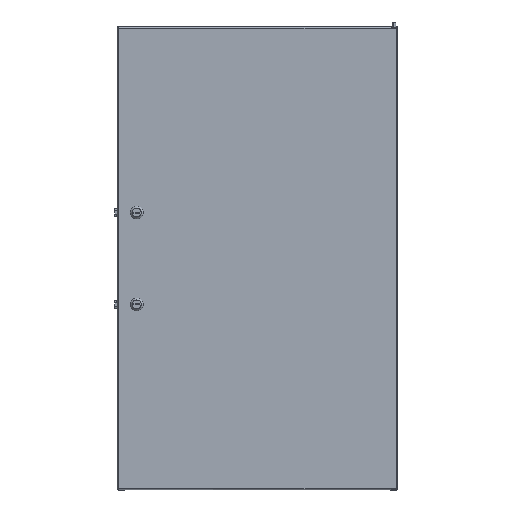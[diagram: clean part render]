
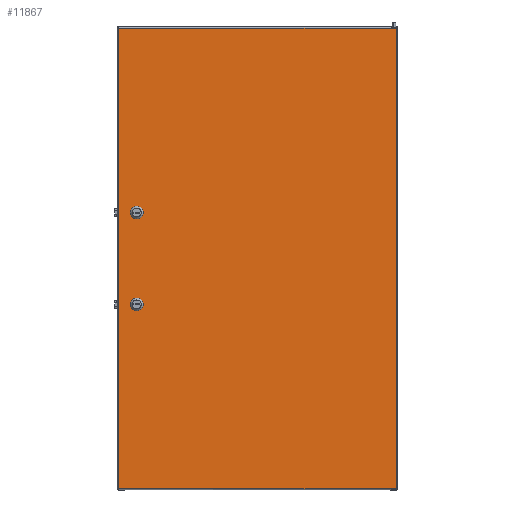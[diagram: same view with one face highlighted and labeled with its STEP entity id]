
A CAD part, top view. The second image highlights one B-rep face of the part: STEP entity #11867.
In plain terms, the highlighted planar face has unit normal (0, 0, 1).
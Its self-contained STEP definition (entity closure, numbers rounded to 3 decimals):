
#578 = DIRECTION ( 'NONE',  ( 1., 0., 0. ) ) ;
#630 = VECTOR ( 'NONE', #2116, 1000. ) ;
#657 = DIRECTION ( 'NONE',  ( 0., 0., -1. ) ) ;
#917 = CARTESIAN_POINT ( 'NONE',  ( -2.407, -1.056, 9.598 ) ) ;
#1070 = EDGE_CURVE ( 'NONE', #5628, #8292, #11409, .T. ) ;
#1153 = FACE_BOUND ( 'NONE', #4847, .T. ) ;
#1704 = AXIS2_PLACEMENT_3D ( 'NONE', #917, #3352, #15326 ) ;
#1801 = EDGE_CURVE ( 'NONE', #12877, #4665, #12017, .T. ) ;
#1853 = DIRECTION ( 'NONE',  ( 1., 0., 0. ) ) ;
#1932 = CARTESIAN_POINT ( 'NONE',  ( -228.407, -89.18, 9.598 ) ) ;
#1952 = CARTESIAN_POINT ( 'NONE',  ( -228.407, -89.18, 9.598 ) ) ;
#1955 = ORIENTED_EDGE ( 'NONE', *, *, #8957, .T. ) ;
#2116 = DIRECTION ( 'NONE',  ( 0., 1., 0. ) ) ;
#2286 = AXIS2_PLACEMENT_3D ( 'NONE', #9041, #657, #578 ) ;
#2293 = CARTESIAN_POINT ( 'NONE',  ( -212.407, -78.933, 9.598 ) ) ;
#2308 = CARTESIAN_POINT ( 'NONE',  ( -212.407, 87.067, 9.598 ) ) ;
#2533 = VERTEX_POINT ( 'NONE', #15197 ) ;
#2670 = CARTESIAN_POINT ( 'NONE',  ( -253.407, -417.556, 9.598 ) ) ;
#3011 = DIRECTION ( 'NONE',  ( 0., -1., 0. ) ) ;
#3164 = CARTESIAN_POINT ( 'NONE',  ( -228.407, -78.933, 9.598 ) ) ;
#3252 = LINE ( 'NONE', #2308, #3997 ) ;
#3352 = DIRECTION ( 'NONE',  ( 0., 0., 1. ) ) ;
#3415 = ORIENTED_EDGE ( 'NONE', *, *, #1801, .F. ) ;
#3680 = ORIENTED_EDGE ( 'NONE', *, *, #6772, .T. ) ;
#3997 = VECTOR ( 'NONE', #11864, 1000. ) ;
#4233 = VERTEX_POINT ( 'NONE', #1952 ) ;
#4289 = DIRECTION ( 'NONE',  ( 1., 0., 0. ) ) ;
#4606 = VERTEX_POINT ( 'NONE', #13834 ) ;
#4621 = EDGE_CURVE ( 'NONE', #2533, #12877, #9075, .T. ) ;
#4665 = VERTEX_POINT ( 'NONE', #8507 ) ;
#4847 = EDGE_LOOP ( 'NONE', ( #13774, #14297, #11296, #8439 ) ) ;
#4856 = DIRECTION ( 'NONE',  ( 0., 0., -1. ) ) ;
#4868 = VERTEX_POINT ( 'NONE', #7723 ) ;
#5084 = DIRECTION ( 'NONE',  ( 1., 0., 0. ) ) ;
#5327 = AXIS2_PLACEMENT_3D ( 'NONE', #5468, #15015, #4289 ) ;
#5468 = CARTESIAN_POINT ( 'NONE',  ( -220.407, 81.944, 9.598 ) ) ;
#5523 = CARTESIAN_POINT ( 'NONE',  ( -253.407, 416.232, 9.598 ) ) ;
#5628 = VERTEX_POINT ( 'NONE', #2670 ) ;
#5634 = FACE_OUTER_BOUND ( 'NONE', #13367, .T. ) ;
#5863 = PLANE ( 'NONE',  #1704 ) ;
#5990 = VECTOR ( 'NONE', #7326, 1000. ) ;
#6038 = DIRECTION ( 'NONE',  ( 1., 0., 0. ) ) ;
#6191 = EDGE_CURVE ( 'NONE', #4233, #10048, #15087, .T. ) ;
#6319 = EDGE_CURVE ( 'NONE', #15358, #14775, #11541, .T. ) ;
#6510 = ORIENTED_EDGE ( 'NONE', *, *, #9029, .T. ) ;
#6772 = EDGE_CURVE ( 'NONE', #8292, #4868, #11673, .T. ) ;
#6872 = DIRECTION ( 'NONE',  ( 0., 1., 0. ) ) ;
#6948 = CARTESIAN_POINT ( 'NONE',  ( -254.195, -417.556, 9.598 ) ) ;
#7007 = VERTEX_POINT ( 'NONE', #9697 ) ;
#7145 = CARTESIAN_POINT ( 'NONE',  ( -220.407, -84.056, 9.598 ) ) ;
#7201 = EDGE_LOOP ( 'NONE', ( #14430, #11416, #14227, #3415 ) ) ;
#7326 = DIRECTION ( 'NONE',  ( 0., -1., 0. ) ) ;
#7409 = VECTOR ( 'NONE', #3011, 1000. ) ;
#7439 = DIRECTION ( 'NONE',  ( 0., 0., 1. ) ) ;
#7723 = CARTESIAN_POINT ( 'NONE',  ( 248.593, 415.444, 9.598 ) ) ;
#8112 = EDGE_CURVE ( 'NONE', #10048, #15358, #9129, .T. ) ;
#8173 = CARTESIAN_POINT ( 'NONE',  ( -212.407, -89.18, 9.598 ) ) ;
#8292 = VERTEX_POINT ( 'NONE', #14005 ) ;
#8439 = ORIENTED_EDGE ( 'NONE', *, *, #8112, .T. ) ;
#8507 = CARTESIAN_POINT ( 'NONE',  ( -228.407, 76.82, 9.598 ) ) ;
#8957 = EDGE_CURVE ( 'NONE', #4868, #4606, #14744, .T. ) ;
#9029 = EDGE_CURVE ( 'NONE', #4606, #5628, #10374, .T. ) ;
#9041 = CARTESIAN_POINT ( 'NONE',  ( -220.407, -84.056, 9.598 ) ) ;
#9075 = CIRCLE ( 'NONE', #5327, 9.5 ) ;
#9129 = CIRCLE ( 'NONE', #9862, 9.5 ) ;
#9169 = EDGE_CURVE ( 'NONE', #4665, #7007, #13396, .T. ) ;
#9304 = CIRCLE ( 'NONE', #2286, 9.5 ) ;
#9697 = CARTESIAN_POINT ( 'NONE',  ( -212.407, 76.82, 9.598 ) ) ;
#9817 = CARTESIAN_POINT ( 'NONE',  ( 249.38, 415.444, 9.598 ) ) ;
#9862 = AXIS2_PLACEMENT_3D ( 'NONE', #7145, #4856, #6038 ) ;
#10016 = CARTESIAN_POINT ( 'NONE',  ( -220.407, 81.944, 9.598 ) ) ;
#10048 = VERTEX_POINT ( 'NONE', #3164 ) ;
#10170 = ORIENTED_EDGE ( 'NONE', *, *, #1070, .T. ) ;
#10374 = LINE ( 'NONE', #5523, #7409 ) ;
#10558 = FACE_BOUND ( 'NONE', #7201, .T. ) ;
#11296 = ORIENTED_EDGE ( 'NONE', *, *, #6191, .T. ) ;
#11380 = DIRECTION ( 'NONE',  ( 0., -1., 0. ) ) ;
#11409 = LINE ( 'NONE', #6948, #14988 ) ;
#11416 = ORIENTED_EDGE ( 'NONE', *, *, #13953, .F. ) ;
#11541 = LINE ( 'NONE', #8173, #15109 ) ;
#11673 = LINE ( 'NONE', #15114, #630 ) ;
#11864 = DIRECTION ( 'NONE',  ( 0., 1., 0. ) ) ;
#11867 = ADVANCED_FACE ( 'NONE', ( #10558, #5634, #1153 ), #5863, .T. ) ;
#12017 = LINE ( 'NONE', #13261, #5990 ) ;
#12804 = CARTESIAN_POINT ( 'NONE',  ( -212.407, -89.18, 9.598 ) ) ;
#12877 = VERTEX_POINT ( 'NONE', #12941 ) ;
#12906 = AXIS2_PLACEMENT_3D ( 'NONE', #10016, #7439, #5084 ) ;
#12941 = CARTESIAN_POINT ( 'NONE',  ( -228.407, 87.067, 9.598 ) ) ;
#13120 = VECTOR ( 'NONE', #6872, 1000. ) ;
#13261 = CARTESIAN_POINT ( 'NONE',  ( -228.407, 87.067, 9.598 ) ) ;
#13266 = DIRECTION ( 'NONE',  ( -1., 0., 0. ) ) ;
#13367 = EDGE_LOOP ( 'NONE', ( #6510, #10170, #3680, #1955 ) ) ;
#13396 = CIRCLE ( 'NONE', #12906, 9.5 ) ;
#13774 = ORIENTED_EDGE ( 'NONE', *, *, #6319, .T. ) ;
#13834 = CARTESIAN_POINT ( 'NONE',  ( -253.407, 415.444, 9.598 ) ) ;
#13953 = EDGE_CURVE ( 'NONE', #7007, #2533, #3252, .T. ) ;
#14005 = CARTESIAN_POINT ( 'NONE',  ( 248.593, -417.556, 9.598 ) ) ;
#14227 = ORIENTED_EDGE ( 'NONE', *, *, #9169, .F. ) ;
#14297 = ORIENTED_EDGE ( 'NONE', *, *, #15204, .T. ) ;
#14430 = ORIENTED_EDGE ( 'NONE', *, *, #4621, .F. ) ;
#14744 = LINE ( 'NONE', #9817, #15408 ) ;
#14775 = VERTEX_POINT ( 'NONE', #12804 ) ;
#14988 = VECTOR ( 'NONE', #1853, 1000. ) ;
#15015 = DIRECTION ( 'NONE',  ( 0., 0., 1. ) ) ;
#15087 = LINE ( 'NONE', #1932, #13120 ) ;
#15109 = VECTOR ( 'NONE', #11380, 1000. ) ;
#15114 = CARTESIAN_POINT ( 'NONE',  ( 248.593, -418.344, 9.598 ) ) ;
#15197 = CARTESIAN_POINT ( 'NONE',  ( -212.407, 87.067, 9.598 ) ) ;
#15204 = EDGE_CURVE ( 'NONE', #14775, #4233, #9304, .T. ) ;
#15326 = DIRECTION ( 'NONE',  ( 1., 0., 0. ) ) ;
#15358 = VERTEX_POINT ( 'NONE', #2293 ) ;
#15408 = VECTOR ( 'NONE', #13266, 1000. ) ;
